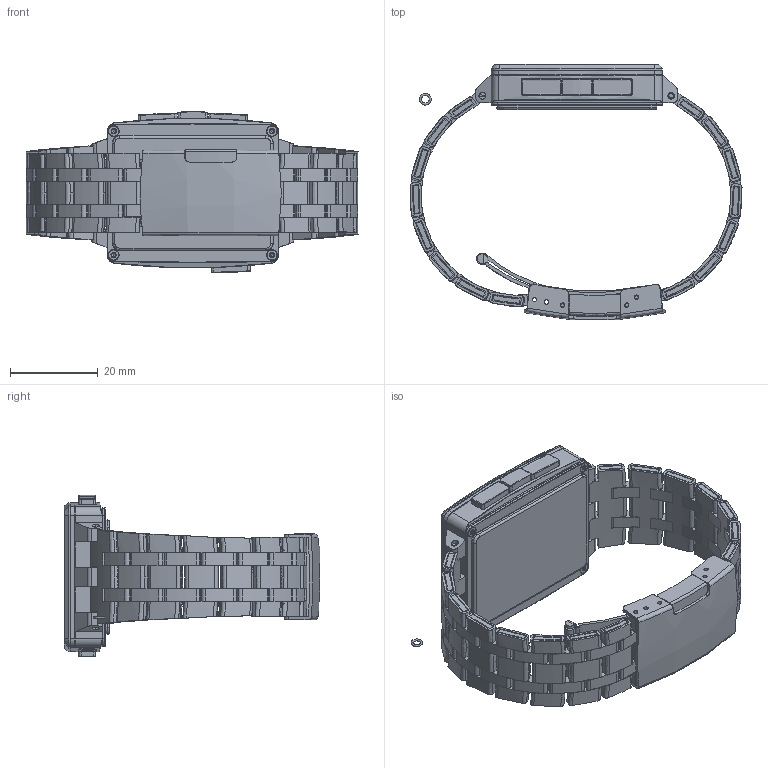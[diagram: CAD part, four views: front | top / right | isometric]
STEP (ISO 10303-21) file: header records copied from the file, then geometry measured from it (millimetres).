
FILE_DESCRIPTION (( 'STEP AP203' ), '1' );
FILE_NAME ('PebbleSteelSolidModel-MetalBand.STEP', '2014-07-30T00:43:28', ( '' ), ( '' ), 'SwSTEP 2.0', 'SolidWorks 2013', '' );
FILE_SCHEMA (( 'CONFIG_CONTROL_DESIGN' ));
Products named in the file (1): PebbleSteelSolidModel-MetalBand
Bounding box: 75.62 x 58.13 x 36.78 mm (x, y, z)
Surface area: 25375.9 mm2 (no closed solid volume)
Topology: 0 solids, 21 shells, 3265 faces, 9463 edges, 6220 vertices
Faces by surface type: cylinder 1345, plane 1063, bspline 708, cone 149
Entity records: 128554 total; most frequent: CARTESIAN_POINT 48011, ORIENTED_EDGE 18900, DIRECTION 14488, EDGE_CURVE 9451, VERTEX_POINT 6220, AXIS2_PLACEMENT_3D 5328, LINE 3832, VECTOR 3832
